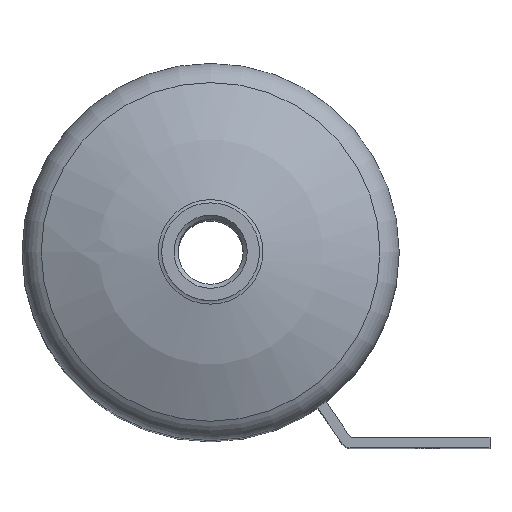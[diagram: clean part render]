
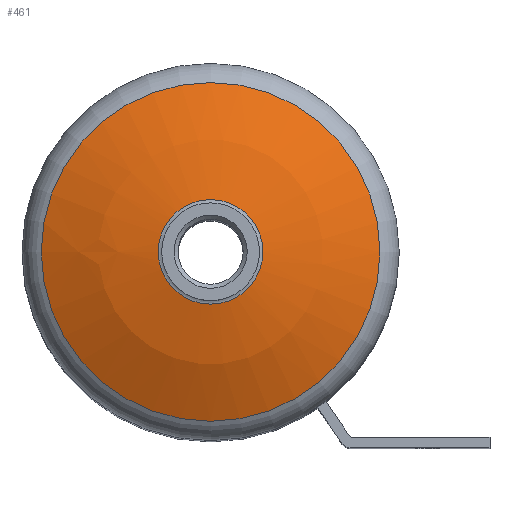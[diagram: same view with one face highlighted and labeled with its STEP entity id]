
A CAD part, top view. The second image highlights one B-rep face of the part: STEP entity #461.
In plain terms, the highlighted spherical face has radius 108 mm.
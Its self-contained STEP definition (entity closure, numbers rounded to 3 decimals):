
#56=SPHERICAL_SURFACE('',#514,108.);
#90=ORIENTED_EDGE('',*,*,#190,.T.);
#91=ORIENTED_EDGE('',*,*,#191,.F.);
#190=EDGE_CURVE('',#242,#242,#286,.T.);
#191=EDGE_CURVE('',#243,#243,#287,.T.);
#242=VERTEX_POINT('',#746);
#243=VERTEX_POINT('',#749);
#286=CIRCLE('',#513,14.976);
#287=CIRCLE('',#515,48.49);
#324=EDGE_LOOP('',(#90));
#325=EDGE_LOOP('',(#91));
#390=FACE_BOUND('',#324,.T.);
#391=FACE_BOUND('',#325,.T.);
#461=ADVANCED_FACE('',(#390,#391),#56,.T.);
#513=AXIS2_PLACEMENT_3D('',#745,#592,#593);
#514=AXIS2_PLACEMENT_3D('',#747,#594,#595);
#515=AXIS2_PLACEMENT_3D('',#748,#596,#597);
#592=DIRECTION('',(0.,0.,-1.));
#593=DIRECTION('',(-1.,0.,0.));
#594=DIRECTION('',(0.,0.,-1.));
#595=DIRECTION('',(0.,1.,0.));
#596=DIRECTION('',(0.,0.,-1.));
#597=DIRECTION('',(-1.,0.,0.));
#745=CARTESIAN_POINT('',(0.,0.,130.957));
#746=CARTESIAN_POINT('',(-14.976,0.,130.957));
#747=CARTESIAN_POINT('',(0.,0.,24.));
#748=CARTESIAN_POINT('',(0.,0.,120.503));
#749=CARTESIAN_POINT('',(-48.49,0.,120.503));
